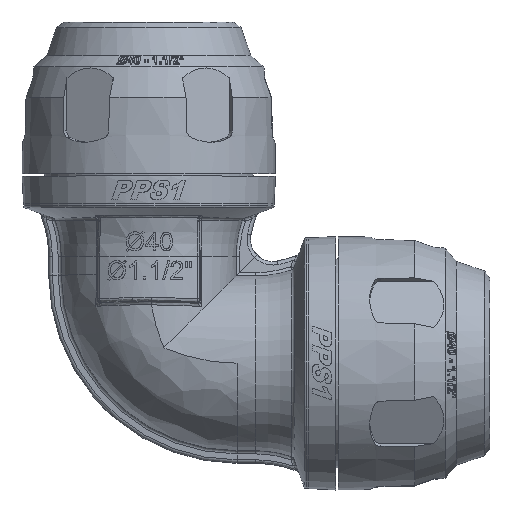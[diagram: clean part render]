
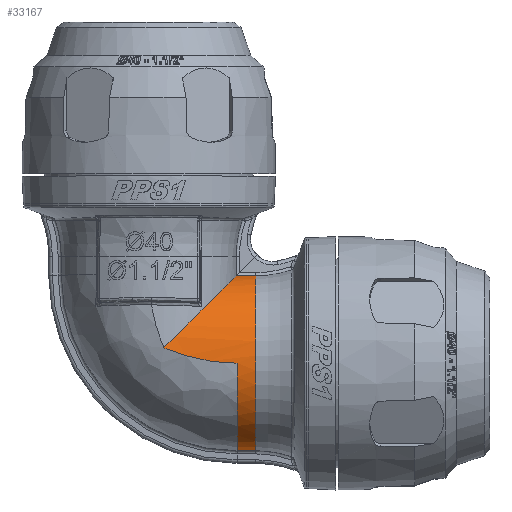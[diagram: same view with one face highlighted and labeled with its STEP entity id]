
A CAD part, top view. The second image highlights one B-rep face of the part: STEP entity #33167.
In plain terms, the highlighted cylindrical face has radius 23.662 mm (diameter 47.323 mm), a partial arc.
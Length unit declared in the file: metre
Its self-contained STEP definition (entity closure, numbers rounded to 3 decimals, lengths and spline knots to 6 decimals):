
#408=CYLINDRICAL_SURFACE('',#34831,0.023662);
#2406=LINE('',#77113,#4178);
#2415=LINE('',#77349,#4187);
#4178=VECTOR('',#38298,1.);
#4187=VECTOR('',#38329,1.);
#7147=FACE_OUTER_BOUND('',#9034,.T.);
#9034=EDGE_LOOP('',(#29400,#29401,#29402,#29403,#29404,#29405));
#10732=B_SPLINE_CURVE_WITH_KNOTS('',3,(#65977,#65978,#65979,#65980,#65981,
#65982,#65983,#65984),.UNSPECIFIED.,.F.,.F.,(4,2,2,4),(-2.178173,
-1.964189,0.,0.069),
 .UNSPECIFIED.);
#11400=ELLIPSE('',#34726,0.033463,0.023662);
#11650=CIRCLE('',#33619,0.023662);
#11946=CIRCLE('',#34659,0.023662);
#14245=VERTEX_POINT('',#65972);
#14246=VERTEX_POINT('',#65974);
#14247=VERTEX_POINT('',#65976);
#14483=VERTEX_POINT('',#70749);
#14495=VERTEX_POINT('',#71295);
#14502=VERTEX_POINT('',#71667);
#17788=EDGE_CURVE('',#14245,#14246,#11650,.T.);
#17789=EDGE_CURVE('',#14247,#14246,#10732,.T.);
#19075=EDGE_CURVE('',#14502,#14495,#2406,.T.);
#19096=EDGE_CURVE('',#14245,#14483,#2415,.T.);
#19721=EDGE_CURVE('',#14502,#14483,#11946,.T.);
#19842=EDGE_CURVE('',#14495,#14247,#11400,.T.);
#29400=ORIENTED_EDGE('',*,*,#19721,.F.);
#29401=ORIENTED_EDGE('',*,*,#19075,.T.);
#29402=ORIENTED_EDGE('',*,*,#19842,.T.);
#29403=ORIENTED_EDGE('',*,*,#17789,.T.);
#29404=ORIENTED_EDGE('',*,*,#17788,.F.);
#29405=ORIENTED_EDGE('',*,*,#19096,.T.);
#33167=ADVANCED_FACE('',(#7147),#408,.T.);
#33619=AXIS2_PLACEMENT_3D('',#65975,#36293,#36294);
#34659=AXIS2_PLACEMENT_3D('',#82083,#39420,#39421);
#34726=AXIS2_PLACEMENT_3D('',#84487,#39613,#39614);
#34831=AXIS2_PLACEMENT_3D('',#87557,#39864,#39865);
#36293=DIRECTION('center_axis',(-1.,0.,0.));
#36294=DIRECTION('ref_axis',(0.,-1.,0.));
#38298=DIRECTION('',(-1.,0.,0.));
#38329=DIRECTION('',(1.,0.,0.));
#39420=DIRECTION('center_axis',(1.,0.,0.));
#39421=DIRECTION('ref_axis',(0.,1.,0.));
#39613=DIRECTION('center_axis',(0.707,-0.707,0.));
#39614=DIRECTION('ref_axis',(0.707,0.707,0.));
#39864=DIRECTION('center_axis',(1.,0.,0.));
#39865=DIRECTION('ref_axis',(0.,-1.,0.));
#65972=CARTESIAN_POINT('',(-0.071193,0.56551,0.001907));
#65974=CARTESIAN_POINT('',(-0.071193,0.588925,0.022162));
#65975=CARTESIAN_POINT('Origin',(-0.071193,0.588925,
-0.0015));
#65976=CARTESIAN_POINT('',(-0.090795,0.592985,0.021811));
#65977=CARTESIAN_POINT('Ctrl Pts',(-0.090795,0.592985,
0.021811));
#65978=CARTESIAN_POINT('Ctrl Pts',(-0.090267,0.592766,
0.021849));
#65979=CARTESIAN_POINT('Ctrl Pts',(-0.089734,0.592554,
0.021883));
#65980=CARTESIAN_POINT('Ctrl Pts',(-0.084252,0.590469,
0.022188));
#65981=CARTESIAN_POINT('Ctrl Pts',(-0.078429,0.589026,
0.022162));
#65982=CARTESIAN_POINT('Ctrl Pts',(-0.071653,0.588927,
0.022162));
#65983=CARTESIAN_POINT('Ctrl Pts',(-0.071423,0.588925,
0.022162));
#65984=CARTESIAN_POINT('Ctrl Pts',(-0.071193,0.588925,
0.022162));
#70749=CARTESIAN_POINT('',(-0.066193,0.56551,0.001907));
#71295=CARTESIAN_POINT('',(-0.071439,0.61234,0.001907));
#71667=CARTESIAN_POINT('',(-0.066193,0.61234,0.001907));
#77113=CARTESIAN_POINT('',(-0.097387,0.61234,0.001907));
#77349=CARTESIAN_POINT('',(-0.097387,0.56551,0.001907));
#82083=CARTESIAN_POINT('Origin',(-0.066193,0.588925,
-0.0015));
#84487=CARTESIAN_POINT('Origin',(-0.094855,0.588925,-0.0015));
#87557=CARTESIAN_POINT('Origin',(-0.097387,0.588925,
-0.0015));
